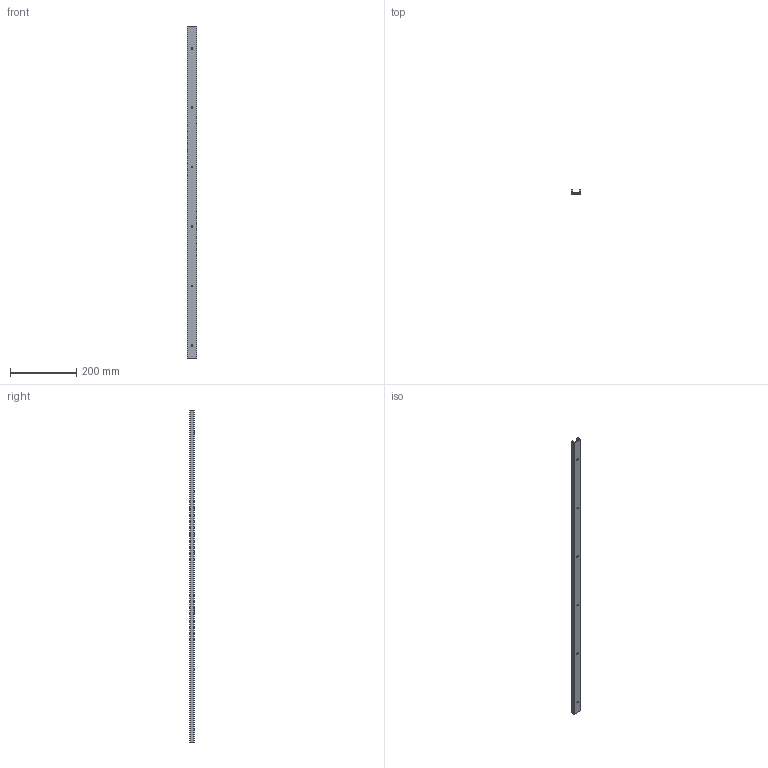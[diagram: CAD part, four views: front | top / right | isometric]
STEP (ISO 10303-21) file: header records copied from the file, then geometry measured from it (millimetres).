
FILE_DESCRIPTION (( 'STEP AP214' ), '1' );
FILE_NAME ('B726 Øèíà àëþìèíèåâàÿ T-track 30 ñåðèÿ, L = 1000ìì (Àí.ñåðåáðî).STEP', '2025-10-27T07:59:53', ( '' ), ( '' ), 'SwSTEP 2.0', 'SolidWorks 2025', '' );
FILE_SCHEMA (( 'AUTOMOTIVE_DESIGN' ));
Length unit declared in the file: millimetre
Products named in the file (1): B726 Шина алюминиевая T-track 30 серия, L = 1000мм (Ан.серебро)
Bounding box: 30 x 13 x 1000 mm (x, y, z)
Volume: 172992.7 mm3; surface area: 112987.8 mm2
Topology: 1 solids, 1 shells, 48 faces, 126 edges, 80 vertices
Faces by surface type: cylinder 22, plane 14, cone 12
Entity records: 1537 total; most frequent: DIRECTION 280, CARTESIAN_POINT 255, ORIENTED_EDGE 252, EDGE_CURVE 126, AXIS2_PLACEMENT_3D 105, VERTEX_POINT 80, VECTOR 70, LINE 70
